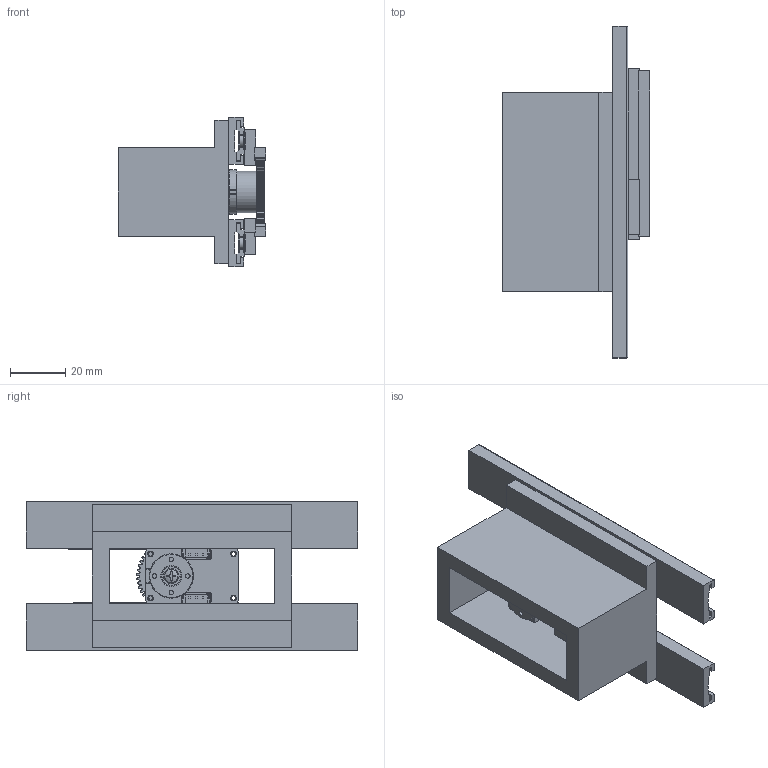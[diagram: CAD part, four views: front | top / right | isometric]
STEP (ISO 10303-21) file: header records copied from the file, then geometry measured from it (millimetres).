
FILE_DESCRIPTION(/* description */ (''),/* implementation_level */ '2;1');
FILE_NAME(/* name */ 'assy.stp',/* time_stamp */ '2025-02-26T15:23:13+01:00',/* author */ (''),/* organization */ (''),/* preprocessor_version */ 'ST-DEVELOPER v18.102',/* originating_system */ 'SIEMENS PLM Software NX 2027',/* authorisation */ '');
FILE_SCHEMA (('AUTOMOTIVE_DESIGN { 1 0 10303 214 3 1 1 1 }'));
Length unit declared in the file: millimetre
Products named in the file (20): B3B-EH; DC15_A01_IDLE_CAP_DUMMY; DC15_A01_HORN_IDLE2_DUMMY; BTS2_M2_6X8; PHS_1_7X20_5_DC10; DC15_A01_LED_CAP2_DUMMY; DC15_A01_HORN_DUMMY; DC15_A01_CASE_B_DUMMY; DC15_A01_CASE_F_DUMMY; DC15_A01_CASE_M_DUMMY; rail_m05; Gear_m05_z48; frame; 2025_02_26_14_45_35_0101; 2025_02_26_14_45_43_0647; rail_bracket; XLXC-330_stp; NS_01_17_120_1_stp; NW_02_17_2_stp; assy
Assembly tree (28 placements, depth 3):
  assy
    rail_bracket  x2
    2025_02_26_14_45_43_0647
    2025_02_26_14_45_35_0101
    NW_02_17_2_stp
      2025_02_26_14_45_43_0647
    NS_01_17_120_1_stp
      2025_02_26_14_45_35_0101
    frame
    XLXC-330_stp
      DC15_A01_CASE_M_DUMMY
      DC15_A01_CASE_F_DUMMY
      DC15_A01_CASE_B_DUMMY
      DC15_A01_HORN_DUMMY
      DC15_A01_LED_CAP2_DUMMY
      PHS_1_7X20_5_DC10  x4
      BTS2_M2_6X8  x2
      DC15_A01_HORN_IDLE2_DUMMY
      DC15_A01_IDLE_CAP_DUMMY
      B3B-EH  x2
    Gear_m05_z48
    rail_m05  x2
Bounding box: 53.5 x 120 x 54 mm (x, y, z)
Volume: 89034.9 mm3; surface area: 54704.2 mm2
Topology: 25 solids, 25 shells, 1833 faces, 5014 edges, 3288 vertices
Faces by surface type: plane 991, cylinder 734, cone 76, torus 20, sphere 12
Full cylindrical faces by diameter (mm): 2.5 x4
Entity records: 44837 total; most frequent: CARTESIAN_POINT 8024, DIRECTION 7831, ORIENTED_EDGE 7484, EDGE_CURVE 3742, AXIS2_PLACEMENT_3D 2837, VERTEX_POINT 2454, LINE 2157, VECTOR 2157
